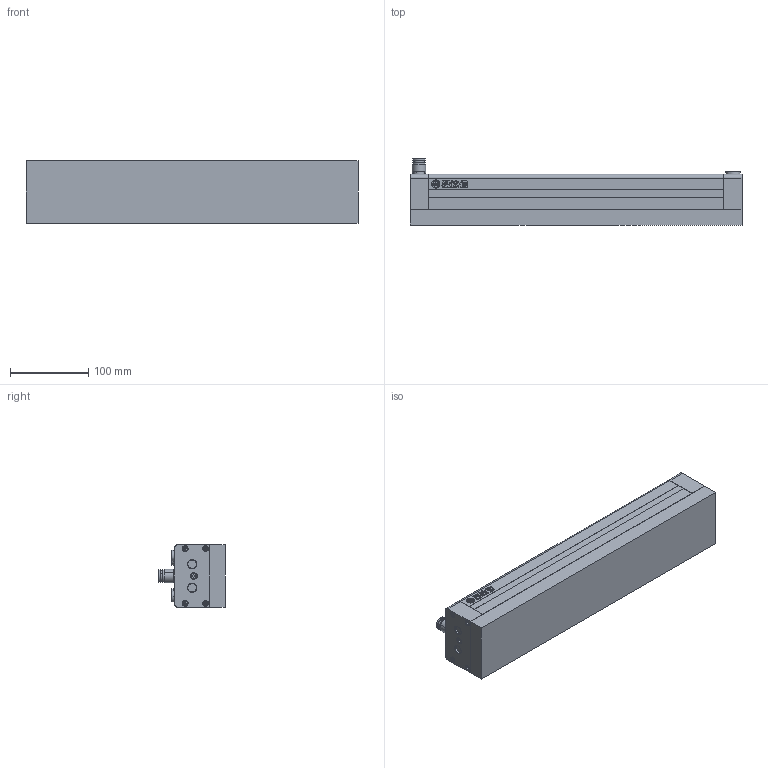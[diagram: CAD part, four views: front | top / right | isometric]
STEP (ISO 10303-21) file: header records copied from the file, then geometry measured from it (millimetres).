
FILE_DESCRIPTION (( 'STEP AP214' ), '1' );
FILE_NAME ('TPX-CV-80x424-2R-20.STEP', '2024-09-23T09:52:34', ( '' ), ( '' ), 'SwSTEP 2.0', 'SolidWorks 2023', '' );
FILE_SCHEMA (( 'AUTOMOTIVE_DESIGN' ));
Length unit declared in the file: millimetre
Products named in the file (2): TPX-CW-80×XXX-20B 吸具(单头进气); TPX-CV-80x424-2R-20
Assembly tree (1 placements, depth 2):
  TPX-CV-80x424-2R-20
    TPX-CW-80×XXX-20B 吸具(单头进气)
Bounding box: 424 x 84.6 x 80 mm (x, y, z)
Volume: 2035297.8 mm3; surface area: 286053 mm2
Topology: 10 solids, 19 shells, 968 faces, 2449 edges, 1596 vertices
Faces by surface type: plane 531, cylinder 203, bspline 184, cone 32, torus 18
Entity records: 41963 total; most frequent: CARTESIAN_POINT 19375, ORIENTED_EDGE 4866, DIRECTION 4147, EDGE_CURVE 2433, VERTEX_POINT 1596, LINE 1527, VECTOR 1527, AXIS2_PLACEMENT_3D 1310
